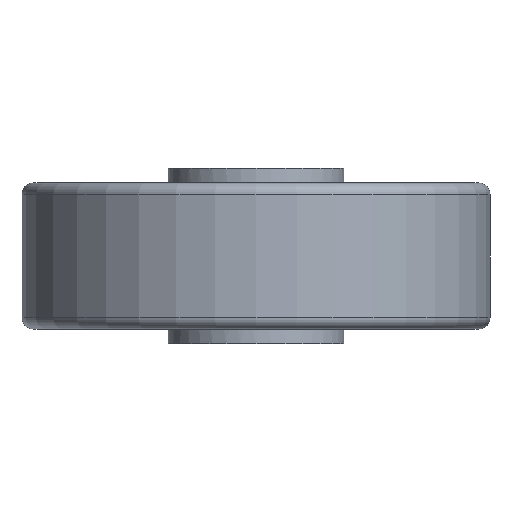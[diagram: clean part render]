
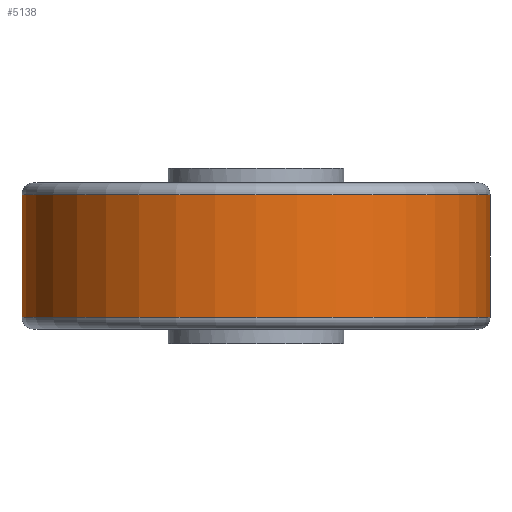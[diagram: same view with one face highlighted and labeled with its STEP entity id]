
A CAD part, front view. The second image highlights one B-rep face of the part: STEP entity #5138.
In plain terms, the highlighted cylindrical face has radius 80 mm (diameter 160 mm), a full revolution.
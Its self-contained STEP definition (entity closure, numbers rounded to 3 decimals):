
#962 = CIRCLE ( 'NONE', #3535, 80. ) ;
#1847 = VERTEX_POINT ( 'NONE', #4429 ) ;
#2252 = DIRECTION ( 'NONE',  ( 0., 0., 1. ) ) ;
#2259 = EDGE_LOOP ( 'NONE', ( #8216 ) ) ;
#2494 = VERTEX_POINT ( 'NONE', #5751 ) ;
#2906 = CARTESIAN_POINT ( 'NONE',  ( 0., 0., -9. ) ) ;
#3160 = FACE_OUTER_BOUND ( 'NONE', #2259, .T. ) ;
#3535 = AXIS2_PLACEMENT_3D ( 'NONE', #13453, #2252, #9152 ) ;
#4273 = EDGE_CURVE ( 'NONE', #1847, #1847, #962, .T. ) ;
#4429 = CARTESIAN_POINT ( 'NONE',  ( 80., 0., -51. ) ) ;
#5138 = ADVANCED_FACE ( 'NONE', ( #9015, #3160 ), #13015, .T. ) ;
#5751 = CARTESIAN_POINT ( 'NONE',  ( -80., 0., -9. ) ) ;
#7367 = DIRECTION ( 'NONE',  ( -1., 0., 0. ) ) ;
#7417 = DIRECTION ( 'NONE',  ( 0., 0., -1. ) ) ;
#7463 = EDGE_LOOP ( 'NONE', ( #10290 ) ) ;
#8216 = ORIENTED_EDGE ( 'NONE', *, *, #11688, .T. ) ;
#8375 = DIRECTION ( 'NONE',  ( 0., 0., 1. ) ) ;
#9015 = FACE_OUTER_BOUND ( 'NONE', #7463, .T. ) ;
#9152 = DIRECTION ( 'NONE',  ( 1., 0., 0. ) ) ;
#10290 = ORIENTED_EDGE ( 'NONE', *, *, #4273, .T. ) ;
#10333 = AXIS2_PLACEMENT_3D ( 'NONE', #2906, #7417, #7367 ) ;
#10470 = DIRECTION ( 'NONE',  ( 1., 0., 0. ) ) ;
#10569 = CARTESIAN_POINT ( 'NONE',  ( 0., 0., 28.614 ) ) ;
#11688 = EDGE_CURVE ( 'NONE', #2494, #2494, #13411, .T. ) ;
#12666 = AXIS2_PLACEMENT_3D ( 'NONE', #10569, #8375, #10470 ) ;
#13015 = CYLINDRICAL_SURFACE ( 'NONE', #12666, 80. ) ;
#13411 = CIRCLE ( 'NONE', #10333, 80. ) ;
#13453 = CARTESIAN_POINT ( 'NONE',  ( 0., 0., -51. ) ) ;
